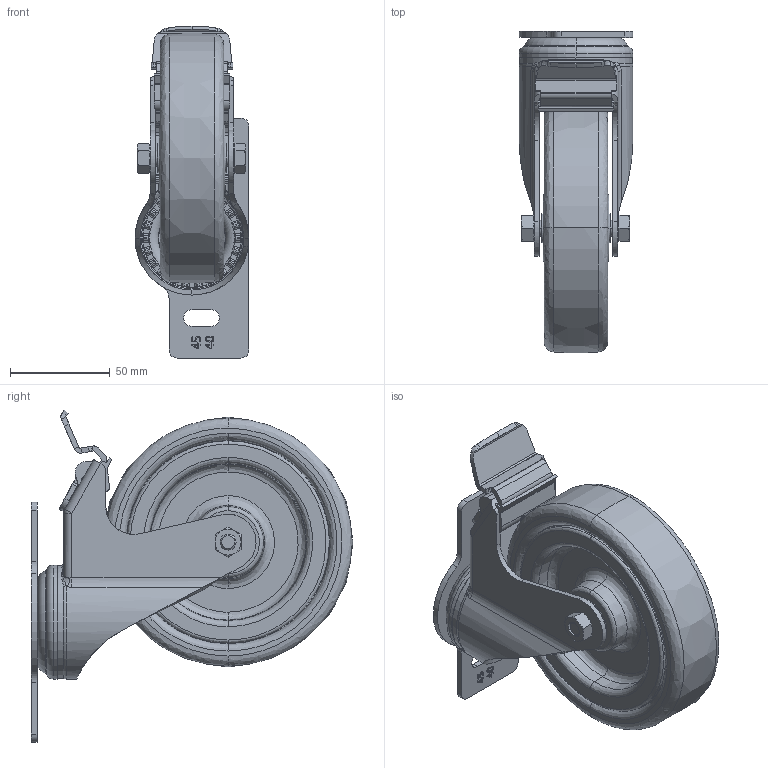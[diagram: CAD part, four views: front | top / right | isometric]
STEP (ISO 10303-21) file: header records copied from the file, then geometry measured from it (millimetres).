
FILE_DESCRIPTION (( 'STEP AP214' ), '1' );
FILE_NAME ('Accessories for aluminium profiles098S125GD4045N.step', '2016-10-19T13:45:27', ( '' ), ( '' ), 'SwSTEP 2.0', 'SolidWorks 2016', '' );
FILE_SCHEMA (( 'AUTOMOTIVE_DESIGN' ));
Length unit declared in the file: millimetre
Products named in the file (5): VPA_126_8K_105122-214_selction no pls; 4DIN931M08048MS01; 4DIN934M08M; 098S4045R.u.Tab_098S125D4045; Accessories for aluminium profiles098S125GD4045N
Assembly tree (4 placements, depth 2):
  Accessories for aluminium profiles098S125GD4045N
    098S4045R.u.Tab_098S125D4045
    4DIN934M08M
    4DIN931M08048MS01
    VPA_126_8K_105122-214_selction no pls
Bounding box: 57 x 160.94 x 166.07 mm (x, y, z)
Volume: 384306.3 mm3; surface area: 105056.6 mm2
Topology: 6 solids, 8 shells, 1669 faces, 4333 edges, 2758 vertices
Faces by surface type: plane 731, bspline 427, cylinder 353, torus 101, cone 51, sphere 6
Entity records: 79946 total; most frequent: CARTESIAN_POINT 38200, ORIENTED_EDGE 8658, DIRECTION 6027, EDGE_CURVE 4329, VERTEX_POINT 2758, LINE 2335, VECTOR 2335, AXIS2_PLACEMENT_3D 1846
